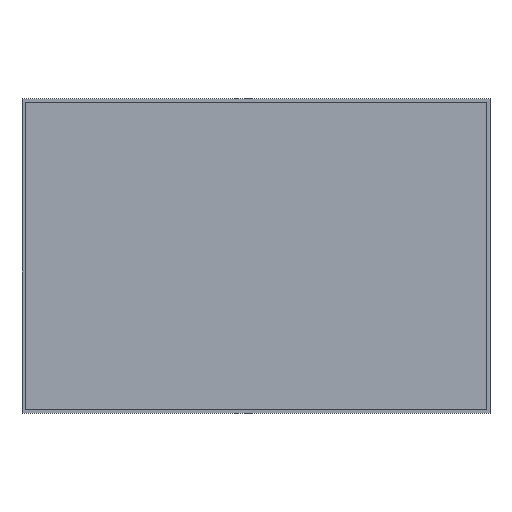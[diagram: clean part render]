
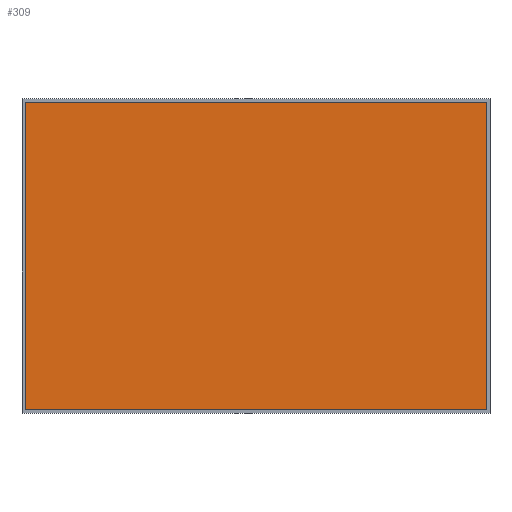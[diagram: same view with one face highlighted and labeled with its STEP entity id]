
A CAD part, top view. The second image highlights one B-rep face of the part: STEP entity #309.
In plain terms, the highlighted planar face has unit normal (0, 0, 1).
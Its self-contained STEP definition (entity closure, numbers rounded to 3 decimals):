
#301=AXIS2_PLACEMENT_3D('Plane Axis2P3D',#298,#299,#300) ;
#207=CARTESIAN_POINT('Line Origine',(0.,1000.,0.)) ;
#211=CARTESIAN_POINT('Vertex',(1500.,1000.,0.)) ;
#213=CARTESIAN_POINT('Vertex',(-1500.,1000.,0.)) ;
#242=CARTESIAN_POINT('Vertex',(1500.,-1000.,0.)) ;
#245=CARTESIAN_POINT('Line Origine',(1500.,0.,0.)) ;
#262=CARTESIAN_POINT('Line Origine',(0.,-1000.,0.)) ;
#266=CARTESIAN_POINT('Vertex',(-1500.,-1000.,0.)) ;
#286=CARTESIAN_POINT('Line Origine',(-1500.,0.,0.)) ;
#298=CARTESIAN_POINT('Axis2P3D Location',(0.,0.,0.)) ;
#208=DIRECTION('Vector Direction',(1.,0.,0.)) ;
#246=DIRECTION('Vector Direction',(0.,1.,0.)) ;
#263=DIRECTION('Vector Direction',(-1.,0.,0.)) ;
#287=DIRECTION('Vector Direction',(0.,-1.,0.)) ;
#299=DIRECTION('Axis2P3D Direction',(0.,0.,1.)) ;
#300=DIRECTION('Axis2P3D XDirection',(1.,0.,0.)) ;
#209=VECTOR('Line Direction',#208,1.) ;
#247=VECTOR('Line Direction',#246,1.) ;
#264=VECTOR('Line Direction',#263,1.) ;
#288=VECTOR('Line Direction',#287,1.) ;
#304=ORIENTED_EDGE('',*,*,#290,.T.) ;
#305=ORIENTED_EDGE('',*,*,#268,.T.) ;
#306=ORIENTED_EDGE('',*,*,#249,.T.) ;
#307=ORIENTED_EDGE('',*,*,#215,.T.) ;
#309=ADVANCED_FACE('Corps principal',(#308),#302,.T.) ;
#215=EDGE_CURVE('',#212,#214,#210,.F.) ;
#249=EDGE_CURVE('',#243,#212,#248,.T.) ;
#268=EDGE_CURVE('',#267,#243,#265,.F.) ;
#290=EDGE_CURVE('',#214,#267,#289,.T.) ;
#303=EDGE_LOOP('',(#304,#305,#306,#307)) ;
#308=FACE_OUTER_BOUND('',#303,.T.) ;
#210=LINE('Line',#207,#209) ;
#248=LINE('Line',#245,#247) ;
#265=LINE('Line',#262,#264) ;
#289=LINE('Line',#286,#288) ;
#302=PLANE('Plane',#301) ;
#212=VERTEX_POINT('',#211) ;
#214=VERTEX_POINT('',#213) ;
#243=VERTEX_POINT('',#242) ;
#267=VERTEX_POINT('',#266) ;
